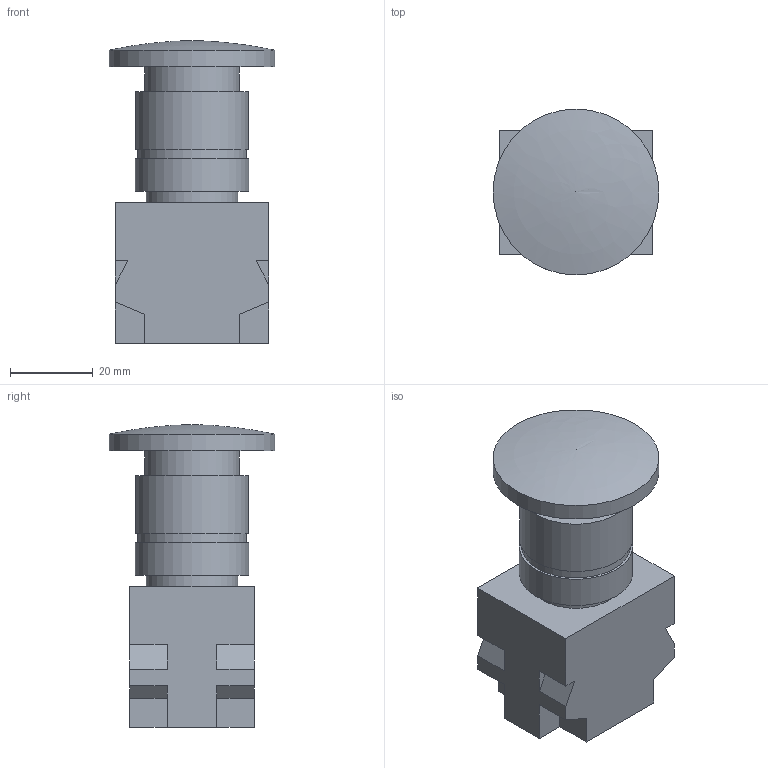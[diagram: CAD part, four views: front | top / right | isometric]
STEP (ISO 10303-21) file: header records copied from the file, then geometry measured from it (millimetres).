
FILE_DESCRIPTION(/* description */ (''),/* implementation_level */ '2;1');
FILE_NAME(/* name */ 'E-Stop v2.step',/* time_stamp */ '2021-07-09T10:41:50+02:00',/* author */ (''),/* organization */ (''),/* preprocessor_version */ 'ST-DEVELOPER v18.1',/* originating_system */ 'Autodesk Translation Framework v10.9.0.1377',/* authorisation */ '');
FILE_SCHEMA (('AUTOMOTIVE_DESIGN { 1 0 10303 214 3 1 1 }'));
Length unit declared in the file: millimetre
Products named in the file (1): E-Stop
Bounding box: 40 x 40 x 73 mm (x, y, z)
Volume: 59065.9 mm3; surface area: 12205.8 mm2
Topology: 1 solids, 1 shells, 42 faces, 105 edges, 70 vertices
Faces by surface type: plane 35, cylinder 6, bspline 1
Full cylindrical faces by diameter (mm): 22 x1, 22.8 x1, 26.2 x1, 27.2 x1, 27.4 x1, 40 x1
Entity records: 1314 total; most frequent: CARTESIAN_POINT 243, ORIENTED_EDGE 208, DIRECTION 202, EDGE_CURVE 104, LINE 90, VECTOR 90, VERTEX_POINT 70, AXIS2_PLACEMENT_3D 56
